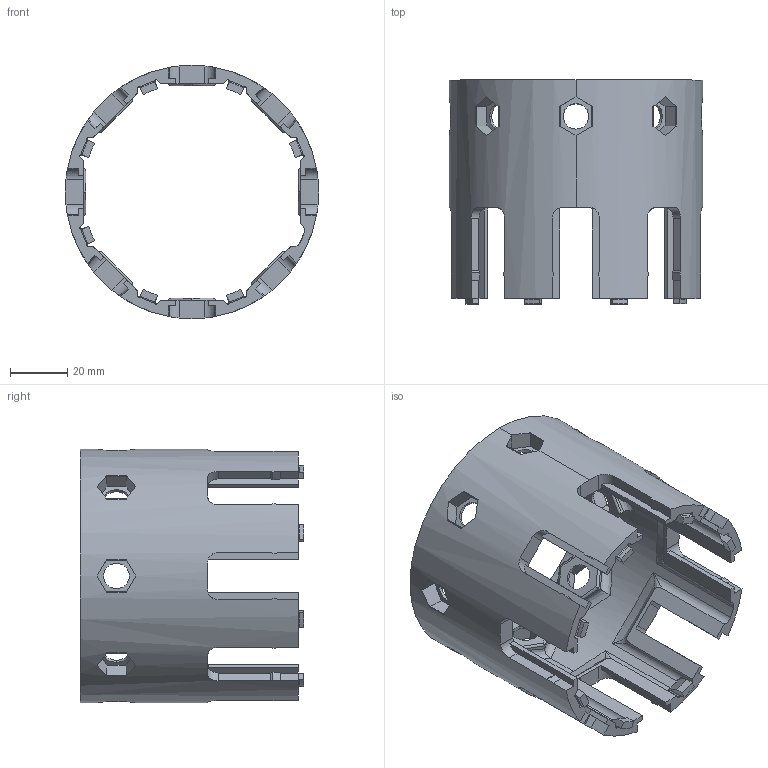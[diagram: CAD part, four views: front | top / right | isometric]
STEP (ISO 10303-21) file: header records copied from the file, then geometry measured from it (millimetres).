
FILE_DESCRIPTION (( 'STEP AP214' ), '1' );
FILE_NAME ('NTRG-8X3125WN-8X25HN Nut Retaining Ring, Mojave Sphinx.STEP', '2025-10-02T17:19:11', ( '' ), ( '' ), 'SwSTEP 2.0', 'SolidWorks 2025', '' );
FILE_SCHEMA (( 'AUTOMOTIVE_DESIGN' ));
Length unit declared in the file: inch
Products named in the file (1): NTRG-8X3125WN-8X25HN Nut Retaining Ring, Mojave Sphinx
Bounding box: 88.39 x 78.11 x 88.39 mm (x, y, z)
Volume: 54737.1 mm3; surface area: 43120.2 mm2
Topology: 1 solids, 1 shells, 538 faces, 1521 edges, 980 vertices
Faces by surface type: plane 270, cylinder 177, bspline 70, torus 14, cone 7
Entity records: 20888 total; most frequent: CARTESIAN_POINT 8332, ORIENTED_EDGE 3010, DIRECTION 2151, EDGE_CURVE 1505, VERTEX_POINT 980, VECTOR 813, LINE 813, AXIS2_PLACEMENT_3D 669
